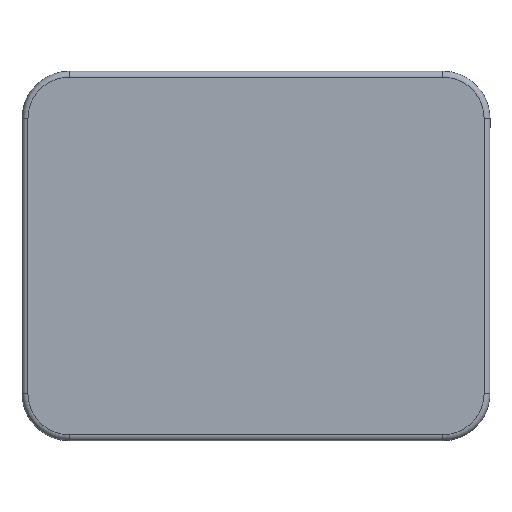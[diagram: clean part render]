
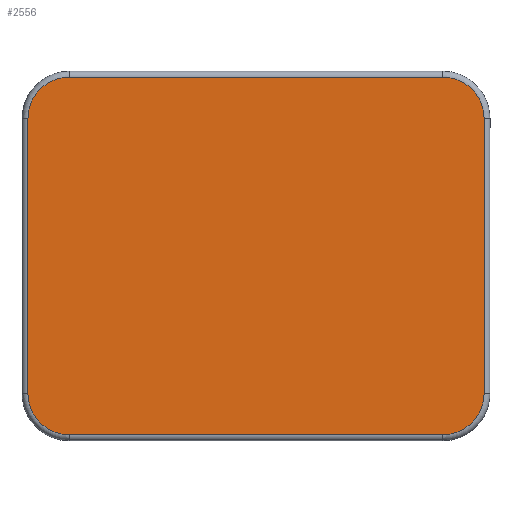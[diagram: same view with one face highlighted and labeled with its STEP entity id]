
A CAD part, top view. The second image highlights one B-rep face of the part: STEP entity #2556.
In plain terms, the highlighted planar face has unit normal (0, 0, 1).
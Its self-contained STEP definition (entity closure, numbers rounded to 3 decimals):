
#79=PLANE('',#2932);
#308=FACE_OUTER_BOUND('',#480,.T.);
#480=EDGE_LOOP('',(#2297,#2298,#2299,#2300,#2301,#2302,#2303,#2304));
#616=LINE('',#5227,#759);
#617=LINE('',#5238,#760);
#619=LINE('',#5248,#762);
#620=LINE('',#5259,#763);
#759=VECTOR('',#3734,10.);
#760=VECTOR('',#3747,10.);
#762=VECTOR('',#3761,10.);
#763=VECTOR('',#3774,10.);
#959=CIRCLE('',#2909,5.25);
#963=CIRCLE('',#2915,5.25);
#967=CIRCLE('',#2921,5.25);
#970=CIRCLE('',#2926,5.25);
#1173=VERTEX_POINT('',#5220);
#1176=VERTEX_POINT('',#5225);
#1178=VERTEX_POINT('',#5230);
#1180=VERTEX_POINT('',#5236);
#1181=VERTEX_POINT('',#5241);
#1182=VERTEX_POINT('',#5246);
#1184=VERTEX_POINT('',#5251);
#1186=VERTEX_POINT('',#5257);
#1538=EDGE_CURVE('',#1176,#1173,#616,.T.);
#1540=EDGE_CURVE('',#1178,#1176,#959,.T.);
#1543=EDGE_CURVE('',#1180,#1178,#617,.T.);
#1546=EDGE_CURVE('',#1181,#1180,#963,.T.);
#1549=EDGE_CURVE('',#1182,#1181,#619,.T.);
#1551=EDGE_CURVE('',#1184,#1182,#967,.T.);
#1554=EDGE_CURVE('',#1186,#1184,#620,.T.);
#1556=EDGE_CURVE('',#1173,#1186,#970,.T.);
#2297=ORIENTED_EDGE('',*,*,#1538,.F.);
#2298=ORIENTED_EDGE('',*,*,#1540,.F.);
#2299=ORIENTED_EDGE('',*,*,#1543,.F.);
#2300=ORIENTED_EDGE('',*,*,#1546,.F.);
#2301=ORIENTED_EDGE('',*,*,#1549,.F.);
#2302=ORIENTED_EDGE('',*,*,#1551,.F.);
#2303=ORIENTED_EDGE('',*,*,#1554,.F.);
#2304=ORIENTED_EDGE('',*,*,#1556,.F.);
#2556=ADVANCED_FACE('',(#308),#79,.F.);
#2909=AXIS2_PLACEMENT_3D('',#5232,#3739,#3740);
#2915=AXIS2_PLACEMENT_3D('',#5243,#3753,#3754);
#2921=AXIS2_PLACEMENT_3D('',#5253,#3766,#3767);
#2926=AXIS2_PLACEMENT_3D('',#5262,#3778,#3779);
#2932=AXIS2_PLACEMENT_3D('',#5272,#3794,#3795);
#3734=DIRECTION('',(1.,0.,0.));
#3739=DIRECTION('center_axis',(0.,0.,-1.));
#3740=DIRECTION('ref_axis',(-0.707,0.707,0.));
#3747=DIRECTION('',(0.,1.,0.));
#3753=DIRECTION('center_axis',(0.,0.,-1.));
#3754=DIRECTION('ref_axis',(-0.707,-0.707,0.));
#3761=DIRECTION('',(-1.,0.,0.));
#3766=DIRECTION('center_axis',(0.,0.,-1.));
#3767=DIRECTION('ref_axis',(0.707,-0.707,0.));
#3774=DIRECTION('',(0.,-1.,0.));
#3778=DIRECTION('center_axis',(0.,0.,-1.));
#3779=DIRECTION('ref_axis',(0.707,0.707,0.));
#3794=DIRECTION('center_axis',(0.,0.,-1.));
#3795=DIRECTION('ref_axis',(-1.,0.,0.));
#5220=CARTESIAN_POINT('',(79.532,50.768,28.));
#5225=CARTESIAN_POINT('',(32.04,50.768,28.));
#5227=CARTESIAN_POINT('',(67.657,50.768,28.));
#5230=CARTESIAN_POINT('',(26.79,45.519,28.));
#5232=CARTESIAN_POINT('Origin',(32.04,45.518,28.));
#5236=CARTESIAN_POINT('',(26.782,10.555,28.));
#5238=CARTESIAN_POINT('',(26.788,36.778,28.));
#5241=CARTESIAN_POINT('',(32.032,5.303,28.));
#5243=CARTESIAN_POINT('Origin',(32.032,10.553,28.));
#5246=CARTESIAN_POINT('',(79.532,5.303,28.));
#5248=CARTESIAN_POINT('',(43.907,5.303,28.));
#5251=CARTESIAN_POINT('',(84.782,10.553,28.));
#5253=CARTESIAN_POINT('Origin',(79.532,10.553,28.));
#5257=CARTESIAN_POINT('',(84.782,45.518,28.));
#5259=CARTESIAN_POINT('',(84.782,19.292,28.));
#5262=CARTESIAN_POINT('Origin',(79.532,45.518,28.));
#5272=CARTESIAN_POINT('Origin',(55.781,28.031,28.));
